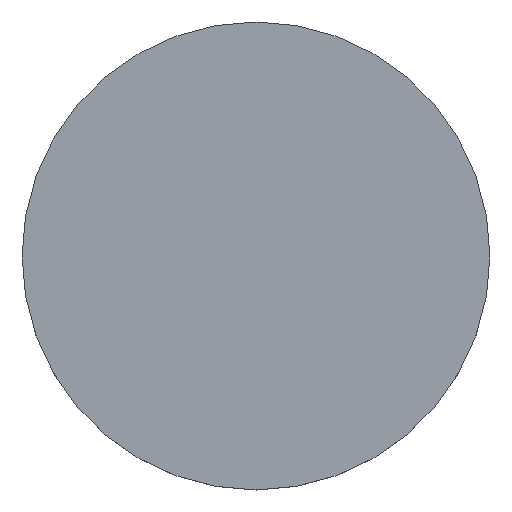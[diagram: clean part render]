
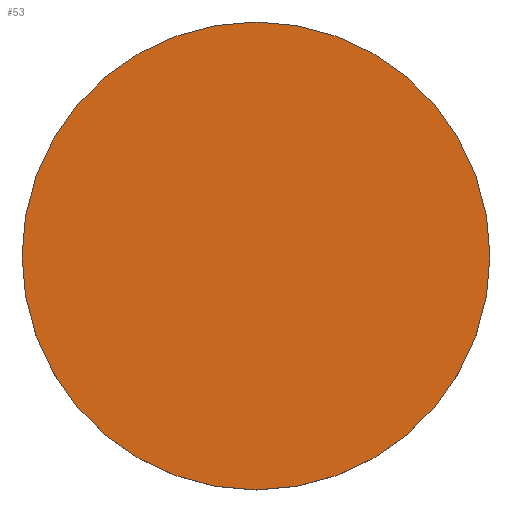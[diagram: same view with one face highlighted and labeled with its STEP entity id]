
A CAD part, top view. The second image highlights one B-rep face of the part: STEP entity #53.
In plain terms, the highlighted planar face has unit normal (0, 0, 1).
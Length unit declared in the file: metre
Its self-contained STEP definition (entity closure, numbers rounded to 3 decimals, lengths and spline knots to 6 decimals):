
#22=PLANE('',#73);
#26=ORIENTED_EDGE('',*,*,#30,.F.);
#30=EDGE_CURVE('',#33,#33,#36,.T.);
#33=VERTEX_POINT('',#96);
#36=CIRCLE('',#70,0.005);
#41=EDGE_LOOP('',(#26));
#47=FACE_BOUND('',#41,.T.);
#53=ADVANCED_FACE('',(#47),#22,.F.);
#70=AXIS2_PLACEMENT_3D('',#95,#81,#82);
#73=AXIS2_PLACEMENT_3D('',#100,#87,#88);
#81=DIRECTION('',(0.,0.,-1.));
#82=DIRECTION('',(-1.,0.,0.));
#87=DIRECTION('',(0.,0.,-1.));
#88=DIRECTION('',(-1.,0.,0.));
#95=CARTESIAN_POINT('',(0.,0.,-0.05081));
#96=CARTESIAN_POINT('',(-0.005,0.,-0.05081));
#100=CARTESIAN_POINT('',(0.,0.,-0.05081));
